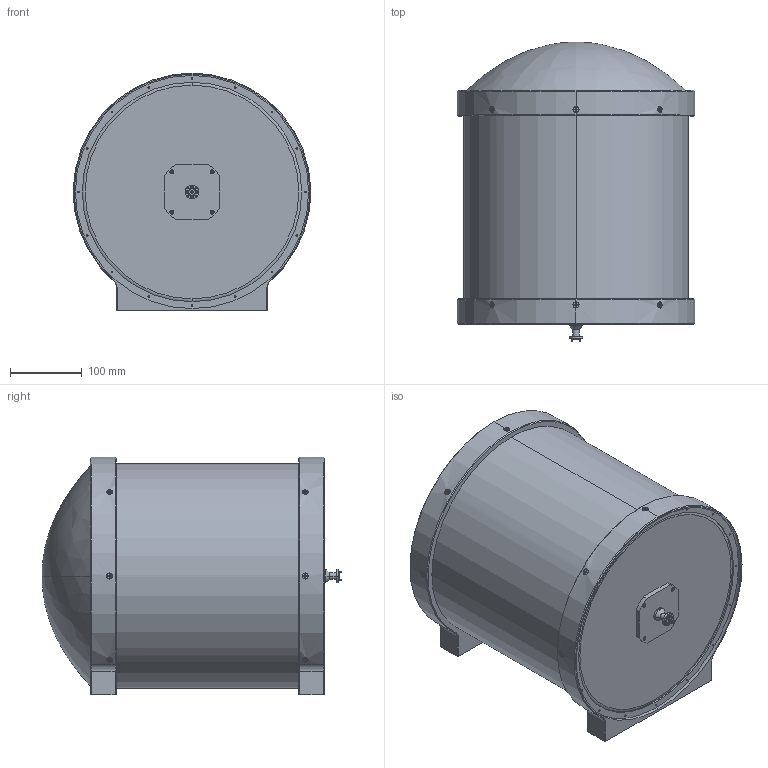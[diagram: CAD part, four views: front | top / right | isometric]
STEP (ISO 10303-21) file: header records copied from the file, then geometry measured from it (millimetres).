
FILE_DESCRIPTION (( 'STEP AP203' ), '1' );
FILE_NAME ('AG-RV42-141.STEP', '2025-08-25T23:12:40', ( '' ), ( '' ), 'SwSTEP 2.0', 'SolidWorks 2021', '' );
FILE_SCHEMA (( 'CONFIG_CONTROL_DESIGN' ));
Length unit declared in the file: inch
Products named in the file (1): AG-RV42-141
Bounding box: 330.2 x 417 x 330.2 mm (x, y, z)
Volume: 27411002.7 mm3; surface area: 845532.8 mm2
Topology: 41 solids, 41 shells, 1529 faces, 4080 edges, 2537 vertices
Faces by surface type: plane 670, cone 504, cylinder 349, torus 4, bspline 2
Entity records: 54308 total; most frequent: CARTESIAN_POINT 17654, ORIENTED_EDGE 7884, DIRECTION 7211, EDGE_CURVE 3942, AXIS2_PLACEMENT_3D 2726, VERTEX_POINT 2537, LINE 1759, VECTOR 1759
